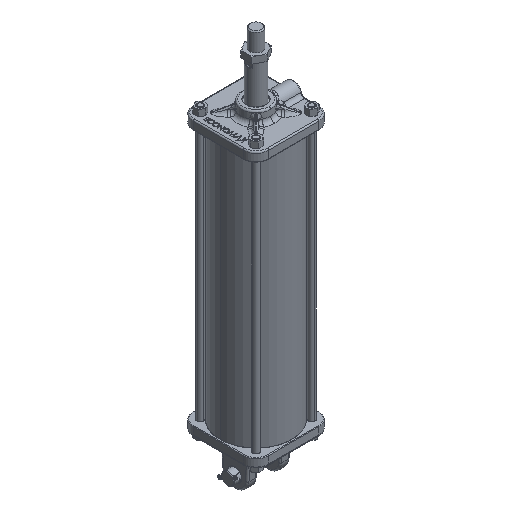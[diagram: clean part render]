
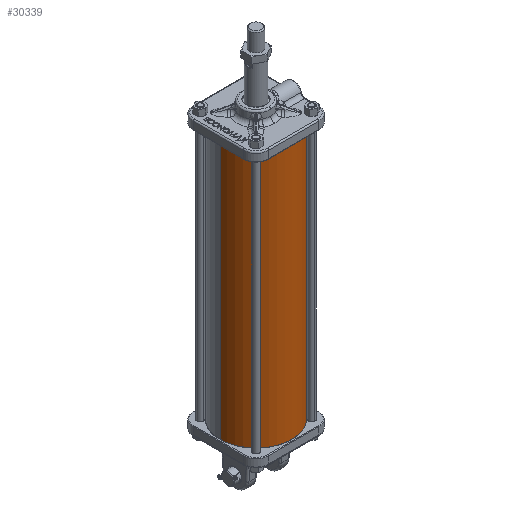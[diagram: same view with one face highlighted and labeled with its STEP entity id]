
A CAD part, isometric view. The second image highlights one B-rep face of the part: STEP entity #30339.
In plain terms, the highlighted cylindrical face has radius 53.975 mm (diameter 107.95 mm), a partial arc.
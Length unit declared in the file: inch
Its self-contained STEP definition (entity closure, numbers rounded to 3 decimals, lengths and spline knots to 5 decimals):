
#310 = EDGE_CURVE ( 'NONE', #24523, #1554, #26596, .T. ) ;
#1554 = VERTEX_POINT ( 'NONE', #27857 ) ;
#4422 = DIRECTION ( 'NONE',  ( 0., 0., 1. ) ) ;
#5084 = VECTOR ( 'NONE', #39110, 39.37008 ) ;
#5777 = CARTESIAN_POINT ( 'NONE',  ( -2.125, 0., -15.5 ) ) ;
#6295 = ORIENTED_EDGE ( 'NONE', *, *, #310, .F. ) ;
#8173 = CARTESIAN_POINT ( 'NONE',  ( -2.125, 0., -21.63541 ) ) ;
#9514 = EDGE_LOOP ( 'NONE', ( #10743, #31997, #6295, #30064 ) ) ;
#10743 = ORIENTED_EDGE ( 'NONE', *, *, #22706, .T. ) ;
#12860 = LINE ( 'NONE', #8173, #5084 ) ;
#13615 = DIRECTION ( 'NONE',  ( 0., 0., 1. ) ) ;
#14513 = CIRCLE ( 'NONE', #20835, 2.125 ) ;
#14591 = DIRECTION ( 'NONE',  ( 1., 0., 0. ) ) ;
#15446 = CARTESIAN_POINT ( 'NONE',  ( 2.125, 0., -15.5 ) ) ;
#18277 = LINE ( 'NONE', #44776, #43685 ) ;
#18546 = CARTESIAN_POINT ( 'NONE',  ( 0., 0., -21.63541 ) ) ;
#20835 = AXIS2_PLACEMENT_3D ( 'NONE', #39927, #46615, #24597 ) ;
#20867 = EDGE_CURVE ( 'NONE', #44227, #24523, #18277, .T. ) ;
#22137 = AXIS2_PLACEMENT_3D ( 'NONE', #18546, #33689, #14591 ) ;
#22706 = EDGE_CURVE ( 'NONE', #44227, #44332, #14513, .T. ) ;
#24523 = VERTEX_POINT ( 'NONE', #38676 ) ;
#24597 = DIRECTION ( 'NONE',  ( -1., 0., 0. ) ) ;
#26596 = CIRCLE ( 'NONE', #46326, 2.125 ) ;
#27857 = CARTESIAN_POINT ( 'NONE',  ( -2.125, 0., 0. ) ) ;
#28968 = CARTESIAN_POINT ( 'NONE',  ( 0., 0., 0. ) ) ;
#30064 = ORIENTED_EDGE ( 'NONE', *, *, #20867, .F. ) ;
#30339 = ADVANCED_FACE ( 'NONE', ( #48516 ), #41095, .T. ) ;
#31997 = ORIENTED_EDGE ( 'NONE', *, *, #42071, .T. ) ;
#33689 = DIRECTION ( 'NONE',  ( 0., 0., 1. ) ) ;
#38676 = CARTESIAN_POINT ( 'NONE',  ( 2.125, 0., 0. ) ) ;
#39110 = DIRECTION ( 'NONE',  ( 0., 0., 1. ) ) ;
#39927 = CARTESIAN_POINT ( 'NONE',  ( 0., 0., -15.5 ) ) ;
#41095 = CYLINDRICAL_SURFACE ( 'NONE', #22137, 2.125 ) ;
#42071 = EDGE_CURVE ( 'NONE', #44332, #1554, #12860, .T. ) ;
#43685 = VECTOR ( 'NONE', #4422, 39.37008 ) ;
#44227 = VERTEX_POINT ( 'NONE', #15446 ) ;
#44332 = VERTEX_POINT ( 'NONE', #5777 ) ;
#44776 = CARTESIAN_POINT ( 'NONE',  ( 2.125, 0., -21.63541 ) ) ;
#46326 = AXIS2_PLACEMENT_3D ( 'NONE', #28968, #13615, #47298 ) ;
#46615 = DIRECTION ( 'NONE',  ( 0., 0., 1. ) ) ;
#47298 = DIRECTION ( 'NONE',  ( 1., 0., 0. ) ) ;
#48516 = FACE_OUTER_BOUND ( 'NONE', #9514, .T. ) ;
